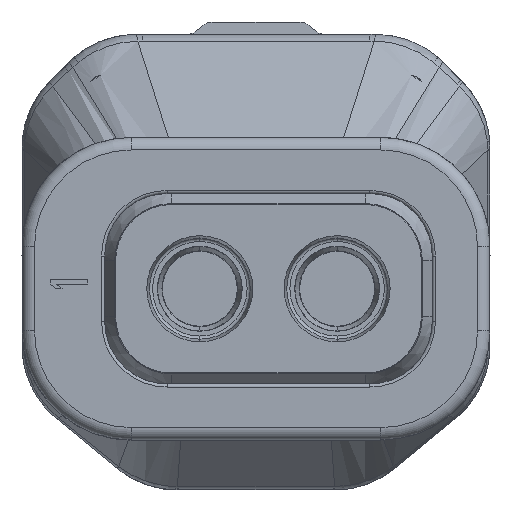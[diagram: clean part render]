
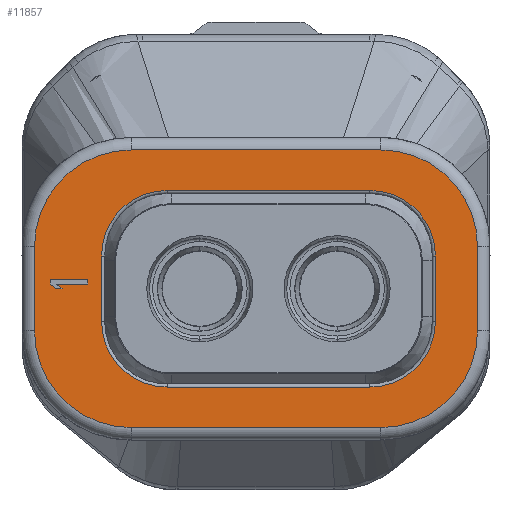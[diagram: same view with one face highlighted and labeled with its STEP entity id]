
A CAD part, front view. The second image highlights one B-rep face of the part: STEP entity #11857.
In plain terms, the highlighted planar face has unit normal (0, -1, 0).
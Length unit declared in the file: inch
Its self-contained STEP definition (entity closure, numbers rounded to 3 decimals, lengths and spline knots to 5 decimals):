
#1242=CARTESIAN_POINT('',(-9.18338,-2.10034,
2.22126));
#1243=DIRECTION('',(0.,-1.,0.));
#1244=DIRECTION('',(1.,0.,0.));
#1245=AXIS2_PLACEMENT_3D('',#1242,#1243,#1244);
#1247=CARTESIAN_POINT('',(-9.18338,-2.10034,
2.16811));
#1248=DIRECTION('',(0.,-1.,0.));
#1249=DIRECTION('',(0.,0.,-1.));
#1250=AXIS2_PLACEMENT_3D('',#1247,#1248,#1249);
#1252=CARTESIAN_POINT('',(-9.34086,-2.10034,
2.16811));
#1253=DIRECTION('',(0.,-1.,0.));
#1254=DIRECTION('',(-1.,0.,0.));
#1255=AXIS2_PLACEMENT_3D('',#1252,#1253,#1254);
#1257=CARTESIAN_POINT('',(-9.34086,-2.10034,
2.22126));
#1258=DIRECTION('',(0.,-1.,0.));
#1259=DIRECTION('',(0.,0.,1.));
#1260=AXIS2_PLACEMENT_3D('',#1257,#1258,#1259);
#1262=DIRECTION('',(-1.,0.,0.));
#1263=VECTOR('',#1262,0.02362);
#1264=CARTESIAN_POINT('',(-9.36842,-2.10034,
2.20059));
#1265=LINE('',#1264,#1263);
#1266=DIRECTION('',(0.,0.,-1.));
#1267=VECTOR('',#1266,0.00295);
#1268=CARTESIAN_POINT('',(-9.39204,-2.10034,
2.20059));
#1269=LINE('',#1268,#1267);
#1270=DIRECTION('',(0.766,0.,-0.643));
#1271=VECTOR('',#1270,0.00459);
#1272=CARTESIAN_POINT('',(-9.39204,-2.10034,
2.19764));
#1273=LINE('',#1272,#1271);
#1274=DIRECTION('',(1.,0.,0.));
#1275=VECTOR('',#1274,0.00402);
#1276=CARTESIAN_POINT('',(-9.38852,-2.10034,
2.19468));
#1277=LINE('',#1276,#1275);
#1278=DIRECTION('',(-0.766,0.,0.643));
#1279=VECTOR('',#1278,0.00459);
#1280=CARTESIAN_POINT('',(-9.3845,-2.10034,
2.19468));
#1281=LINE('',#1280,#1279);
#1282=DIRECTION('',(1.,0.,0.));
#1283=VECTOR('',#1282,0.0196);
#1284=CARTESIAN_POINT('',(-9.38802,-2.10034,
2.19764));
#1285=LINE('',#1284,#1283);
#1286=DIRECTION('',(0.,0.,1.));
#1287=VECTOR('',#1286,0.00295);
#1288=CARTESIAN_POINT('',(-9.36842,-2.10034,
2.19764));
#1289=LINE('',#1288,#1287);
#1290=DIRECTION('',(0.,0.,-1.));
#1291=VECTOR('',#1290,0.04134);
#1292=CARTESIAN_POINT('',(-9.14893,-2.10034,
2.21535));
#1293=LINE('',#1292,#1291);
#1294=CARTESIAN_POINT('',(-9.19027,-2.10034,
2.21535));
#1295=DIRECTION('',(0.,1.,0.));
#1296=DIRECTION('',(0.,0.,1.));
#1297=AXIS2_PLACEMENT_3D('',#1294,#1295,#1296);
#1299=DIRECTION('',(1.,0.,0.));
#1300=VECTOR('',#1299,0.12795);
#1301=CARTESIAN_POINT('',(-9.31822,-2.10034,
2.25669));
#1302=LINE('',#1301,#1300);
#1303=CARTESIAN_POINT('',(-9.31822,-2.10034,
2.21535));
#1304=DIRECTION('',(0.,1.,0.));
#1305=DIRECTION('',(-1.,0.,0.));
#1306=AXIS2_PLACEMENT_3D('',#1303,#1304,#1305);
#1308=DIRECTION('',(0.,0.,1.));
#1309=VECTOR('',#1308,0.04134);
#1310=CARTESIAN_POINT('',(-9.35956,-2.10034,
2.17402));
#1311=LINE('',#1310,#1309);
#1312=CARTESIAN_POINT('',(-9.31822,-2.10034,
2.17402));
#1313=DIRECTION('',(0.,1.,0.));
#1314=DIRECTION('',(0.,0.,-1.));
#1315=AXIS2_PLACEMENT_3D('',#1312,#1313,#1314);
#1317=DIRECTION('',(-1.,0.,0.));
#1318=VECTOR('',#1317,0.12795);
#1319=CARTESIAN_POINT('',(-9.19027,-2.10034,
2.13268));
#1320=LINE('',#1319,#1318);
#1321=CARTESIAN_POINT('',(-9.19027,-2.10034,
2.17402));
#1322=DIRECTION('',(0.,1.,0.));
#1323=DIRECTION('',(1.,0.,0.));
#1324=AXIS2_PLACEMENT_3D('',#1321,#1322,#1323);
#1326=DIRECTION('',(1.,0.,0.));
#1327=VECTOR('',#1326,0.15748);
#1328=CARTESIAN_POINT('',(-9.34086,-2.10034,
2.28228));
#1329=LINE('',#1328,#1327);
#1575=DIRECTION('',(0.,0.,1.));
#1576=VECTOR('',#1575,0.05315);
#1577=CARTESIAN_POINT('',(-9.40188,-2.10034,
2.16811));
#1578=LINE('',#1577,#1576);
#1711=DIRECTION('',(-1.,0.,0.));
#1712=VECTOR('',#1711,0.15748);
#1713=CARTESIAN_POINT('',(-9.18338,-2.10034,
2.10709));
#1714=LINE('',#1713,#1712);
#1842=DIRECTION('',(0.,0.,-1.));
#1843=VECTOR('',#1842,0.05315);
#1844=CARTESIAN_POINT('',(-9.12236,-2.10034,
2.22126));
#1845=LINE('',#1844,#1843);
#7655=CARTESIAN_POINT('',(-9.12236,-2.10034,
2.22126));
#7656=CARTESIAN_POINT('',(-9.18338,-2.10034,
2.28228));
#7657=VERTEX_POINT('',#7655);
#7658=VERTEX_POINT('',#7656);
#7659=CARTESIAN_POINT('',(-9.12236,-2.10034,
2.16811));
#7660=VERTEX_POINT('',#7659);
#7661=CARTESIAN_POINT('',(-9.18338,-2.10034,
2.10709));
#7662=VERTEX_POINT('',#7661);
#7663=CARTESIAN_POINT('',(-9.34086,-2.10034,
2.10709));
#7664=VERTEX_POINT('',#7663);
#7665=CARTESIAN_POINT('',(-9.40188,-2.10034,
2.16811));
#7666=VERTEX_POINT('',#7665);
#7667=CARTESIAN_POINT('',(-9.40188,-2.10034,
2.22126));
#7668=VERTEX_POINT('',#7667);
#7669=CARTESIAN_POINT('',(-9.34086,-2.10034,
2.28228));
#7670=VERTEX_POINT('',#7669);
#8084=CARTESIAN_POINT('',(-9.36842,-2.10034,
2.20059));
#8085=CARTESIAN_POINT('',(-9.39204,-2.10034,
2.20059));
#8086=VERTEX_POINT('',#8084);
#8087=VERTEX_POINT('',#8085);
#8088=CARTESIAN_POINT('',(-9.39204,-2.10034,
2.19764));
#8089=VERTEX_POINT('',#8088);
#8090=CARTESIAN_POINT('',(-9.38852,-2.10034,
2.19468));
#8091=VERTEX_POINT('',#8090);
#8092=CARTESIAN_POINT('',(-9.3845,-2.10034,
2.19468));
#8093=VERTEX_POINT('',#8092);
#8094=CARTESIAN_POINT('',(-9.38802,-2.10034,
2.19764));
#8095=VERTEX_POINT('',#8094);
#8096=CARTESIAN_POINT('',(-9.36842,-2.10034,
2.19764));
#8097=VERTEX_POINT('',#8096);
#8098=CARTESIAN_POINT('',(-9.14893,-2.10034,
2.21535));
#8099=CARTESIAN_POINT('',(-9.14893,-2.10034,
2.17402));
#8100=VERTEX_POINT('',#8098);
#8101=VERTEX_POINT('',#8099);
#8106=CARTESIAN_POINT('',(-9.19027,-2.10034,
2.13268));
#8107=VERTEX_POINT('',#8106);
#8110=CARTESIAN_POINT('',(-9.31822,-2.10034,
2.13268));
#8111=VERTEX_POINT('',#8110);
#8114=CARTESIAN_POINT('',(-9.35956,-2.10034,
2.17402));
#8115=VERTEX_POINT('',#8114);
#8118=CARTESIAN_POINT('',(-9.35956,-2.10034,
2.21535));
#8119=VERTEX_POINT('',#8118);
#8122=CARTESIAN_POINT('',(-9.31822,-2.10034,
2.25669));
#8123=VERTEX_POINT('',#8122);
#8126=CARTESIAN_POINT('',(-9.19027,-2.10034,
2.25669));
#8127=VERTEX_POINT('',#8126);
#11801=CARTESIAN_POINT('',(-9.40887,-2.10034,
2.10271));
#11802=DIRECTION('',(0.,-1.,0.));
#11803=DIRECTION('',(0.,0.,-1.));
#11804=AXIS2_PLACEMENT_3D('',#11801,#11802,#11803);
#11805=PLANE('',#11804);
#11807=ORIENTED_EDGE('',*,*,#11806,.T.);
#11809=ORIENTED_EDGE('',*,*,#11808,.F.);
#11811=ORIENTED_EDGE('',*,*,#11810,.T.);
#11813=ORIENTED_EDGE('',*,*,#11812,.F.);
#11815=ORIENTED_EDGE('',*,*,#11814,.T.);
#11817=ORIENTED_EDGE('',*,*,#11816,.F.);
#11819=ORIENTED_EDGE('',*,*,#11818,.T.);
#11821=ORIENTED_EDGE('',*,*,#11820,.F.);
#11822=EDGE_LOOP('',(#11807,#11809,#11811,#11813,#11815,#11817,#11819,#11821));
#11823=FACE_OUTER_BOUND('',#11822,.F.);
#11825=ORIENTED_EDGE('',*,*,#11824,.T.);
#11827=ORIENTED_EDGE('',*,*,#11826,.T.);
#11829=ORIENTED_EDGE('',*,*,#11828,.T.);
#11831=ORIENTED_EDGE('',*,*,#11830,.T.);
#11833=ORIENTED_EDGE('',*,*,#11832,.T.);
#11835=ORIENTED_EDGE('',*,*,#11834,.T.);
#11837=ORIENTED_EDGE('',*,*,#11836,.T.);
#11838=EDGE_LOOP('',(#11825,#11827,#11829,#11831,#11833,#11835,#11837));
#11839=FACE_BOUND('',#11838,.F.);
#11841=ORIENTED_EDGE('',*,*,#11840,.F.);
#11843=ORIENTED_EDGE('',*,*,#11842,.F.);
#11845=ORIENTED_EDGE('',*,*,#11844,.F.);
#11847=ORIENTED_EDGE('',*,*,#11846,.F.);
#11848=ORIENTED_EDGE('',*,*,#11784,.F.);
#11850=ORIENTED_EDGE('',*,*,#11849,.F.);
#11852=ORIENTED_EDGE('',*,*,#11851,.F.);
#11854=ORIENTED_EDGE('',*,*,#11853,.F.);
#11855=EDGE_LOOP('',(#11841,#11843,#11845,#11847,#11848,#11850,#11852,#11854));
#11856=FACE_BOUND('',#11855,.F.);
#11857=ADVANCED_FACE('',(#11823,#11839,#11856),#11805,.T.);
#1246=CIRCLE('',#1245,0.06102);
#1251=CIRCLE('',#1250,0.06102);
#1256=CIRCLE('',#1255,0.06102);
#1261=CIRCLE('',#1260,0.06102);
#1298=CIRCLE('',#1297,0.04134);
#1307=CIRCLE('',#1306,0.04134);
#1316=CIRCLE('',#1315,0.04134);
#1325=CIRCLE('',#1324,0.04134);
#11784=EDGE_CURVE('',#8115,#8119,#1311,.T.);
#11806=EDGE_CURVE('',#7670,#7658,#1329,.T.);
#11808=EDGE_CURVE('',#7657,#7658,#1246,.T.);
#11810=EDGE_CURVE('',#7657,#7660,#1845,.T.);
#11812=EDGE_CURVE('',#7662,#7660,#1251,.T.);
#11814=EDGE_CURVE('',#7662,#7664,#1714,.T.);
#11816=EDGE_CURVE('',#7666,#7664,#1256,.T.);
#11818=EDGE_CURVE('',#7666,#7668,#1578,.T.);
#11820=EDGE_CURVE('',#7670,#7668,#1261,.T.);
#11824=EDGE_CURVE('',#8086,#8087,#1265,.T.);
#11826=EDGE_CURVE('',#8087,#8089,#1269,.T.);
#11828=EDGE_CURVE('',#8089,#8091,#1273,.T.);
#11830=EDGE_CURVE('',#8091,#8093,#1277,.T.);
#11832=EDGE_CURVE('',#8093,#8095,#1281,.T.);
#11834=EDGE_CURVE('',#8095,#8097,#1285,.T.);
#11836=EDGE_CURVE('',#8097,#8086,#1289,.T.);
#11840=EDGE_CURVE('',#8100,#8101,#1293,.T.);
#11842=EDGE_CURVE('',#8127,#8100,#1298,.T.);
#11844=EDGE_CURVE('',#8123,#8127,#1302,.T.);
#11846=EDGE_CURVE('',#8119,#8123,#1307,.T.);
#11849=EDGE_CURVE('',#8111,#8115,#1316,.T.);
#11851=EDGE_CURVE('',#8107,#8111,#1320,.T.);
#11853=EDGE_CURVE('',#8101,#8107,#1325,.T.);
